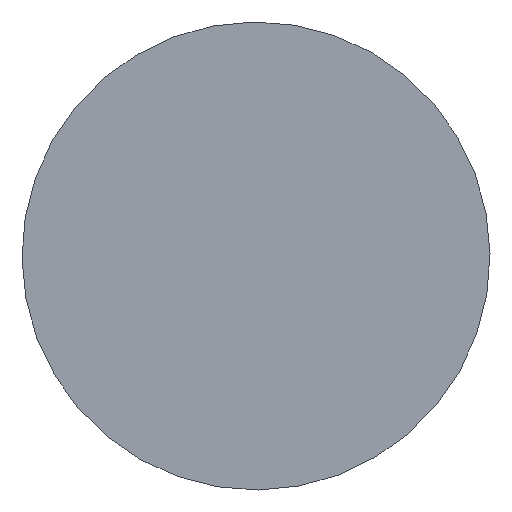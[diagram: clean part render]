
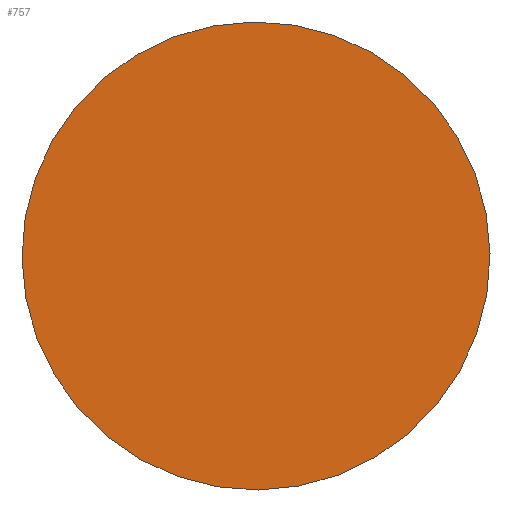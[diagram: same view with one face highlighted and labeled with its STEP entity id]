
A CAD part, front view. The second image highlights one B-rep face of the part: STEP entity #757.
In plain terms, the highlighted planar face has unit normal (0, -1, 0).
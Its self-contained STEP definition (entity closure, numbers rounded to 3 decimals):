
#57=PLANE('',#832);
#116=FACE_OUTER_BOUND('',#159,.T.);
#159=EDGE_LOOP('',(#574,#575));
#253=CIRCLE('',#833,25.5);
#254=CIRCLE('',#834,25.5);
#340=VERTEX_POINT('',#1445);
#341=VERTEX_POINT('',#1446);
#431=EDGE_CURVE('',#340,#341,#253,.T.);
#432=EDGE_CURVE('',#341,#340,#254,.T.);
#574=ORIENTED_EDGE('',*,*,#431,.T.);
#575=ORIENTED_EDGE('',*,*,#432,.T.);
#757=ADVANCED_FACE('',(#116),#57,.T.);
#832=AXIS2_PLACEMENT_3D('',#1444,#983,#984);
#833=AXIS2_PLACEMENT_3D('',#1447,#985,#986);
#834=AXIS2_PLACEMENT_3D('',#1448,#987,#988);
#983=DIRECTION('center_axis',(0.,-1.,0.));
#984=DIRECTION('ref_axis',(-0.164,0.,-0.986));
#985=DIRECTION('center_axis',(0.,-1.,0.));
#986=DIRECTION('ref_axis',(0.164,0.,0.986));
#987=DIRECTION('center_axis',(0.,-1.,0.));
#988=DIRECTION('ref_axis',(0.164,0.,0.986));
#1444=CARTESIAN_POINT('Origin',(-4.071,-61.5,-24.45));
#1445=CARTESIAN_POINT('',(-4.188,-61.5,-25.154));
#1446=CARTESIAN_POINT('',(4.188,-61.5,25.154));
#1447=CARTESIAN_POINT('Origin',(0.,-61.5,0.));
#1448=CARTESIAN_POINT('Origin',(0.,-61.5,0.));
